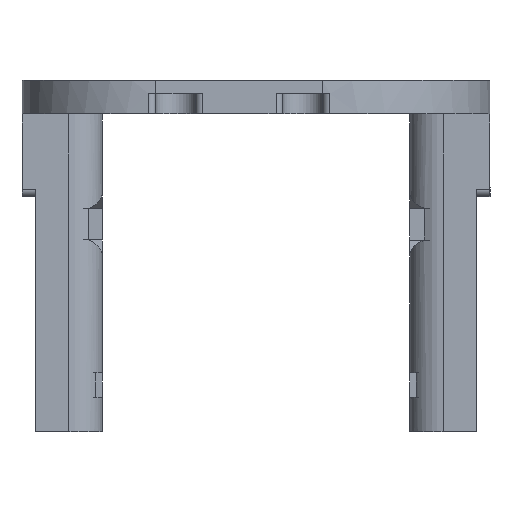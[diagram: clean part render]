
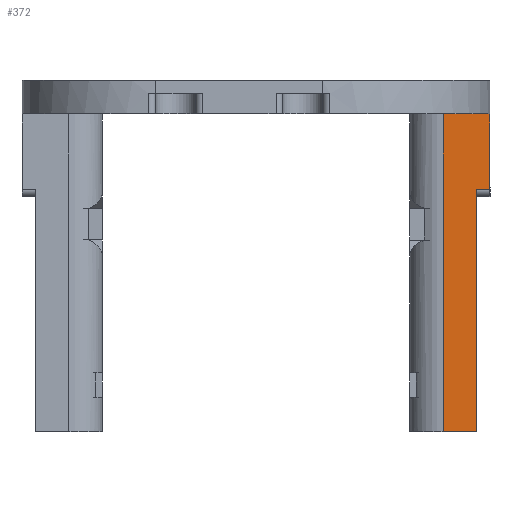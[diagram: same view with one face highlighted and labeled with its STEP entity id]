
A CAD part, left-side view. The second image highlights one B-rep face of the part: STEP entity #372.
In plain terms, the highlighted planar face has unit normal (-1, 0, 0).
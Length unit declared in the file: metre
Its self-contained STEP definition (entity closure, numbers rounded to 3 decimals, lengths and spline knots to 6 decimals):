
#372 = ADVANCED_FACE( '', ( #823 ), #824, .F. );
#823 = FACE_OUTER_BOUND( '', #1328, .T. );
#824 = PLANE( '', #1329 );
#1328 = EDGE_LOOP( '', ( #2461, #2462, #2463, #2464, #2465, #2466 ) );
#1329 = AXIS2_PLACEMENT_3D( '', #2467, #2468, #2469 );
#2461 = ORIENTED_EDGE( '', *, *, #3367, .T. );
#2462 = ORIENTED_EDGE( '', *, *, #3263, .F. );
#2463 = ORIENTED_EDGE( '', *, *, #3020, .T. );
#2464 = ORIENTED_EDGE( '', *, *, #3352, .T. );
#2465 = ORIENTED_EDGE( '', *, *, #3311, .T. );
#2466 = ORIENTED_EDGE( '', *, *, #3368, .F. );
#2467 = CARTESIAN_POINT( '', ( 0.106476, -0.49702, 0.004401 ) );
#2468 = DIRECTION( '', ( 1., 0., 0. ) );
#2469 = DIRECTION( '', ( 0., -1., 0. ) );
#3020 = EDGE_CURVE( '', #3675, #3673, #3676, .T. );
#3263 = EDGE_CURVE( '', #3675, #4064, #4065, .T. );
#3311 = EDGE_CURVE( '', #4129, #4127, #4130, .T. );
#3352 = EDGE_CURVE( '', #3673, #4129, #4185, .T. );
#3367 = EDGE_CURVE( '', #4201, #4064, #4202, .T. );
#3368 = EDGE_CURVE( '', #4201, #4127, #4203, .T. );
#3673 = VERTEX_POINT( '', #4578 );
#3675 = VERTEX_POINT( '', #4580 );
#3676 = LINE( '', #4581, #4582 );
#4064 = VERTEX_POINT( '', #5108 );
#4065 = LINE( '', #5109, #5110 );
#4127 = VERTEX_POINT( '', #5187 );
#4129 = VERTEX_POINT( '', #5190 );
#4130 = LINE( '', #5191, #5192 );
#4185 = LINE( '', #5272, #5273 );
#4201 = VERTEX_POINT( '', #5294 );
#4202 = LINE( '', #5295, #5296 );
#4203 = LINE( '', #5297, #5298 );
#4578 = CARTESIAN_POINT( '', ( 0.106476, -0.49702, -0.000599 ) );
#4580 = CARTESIAN_POINT( '', ( 0.106476, -0.50402, -0.000599 ) );
#4581 = CARTESIAN_POINT( '', ( 0.106476, -0.48302, -0.000599 ) );
#4582 = VECTOR( '', #5595, 1. );
#5108 = CARTESIAN_POINT( '', ( 0.106476, -0.50402, -0.011909 ) );
#5109 = CARTESIAN_POINT( '', ( 0.106476, -0.50402, 0.004401 ) );
#5110 = VECTOR( '', #5901, 1. );
#5187 = CARTESIAN_POINT( '', ( 0.106476, -0.50202, -0.048099 ) );
#5190 = CARTESIAN_POINT( '', ( 0.106476, -0.49702, -0.048099 ) );
#5191 = CARTESIAN_POINT( '', ( 0.106476, -0.49702, -0.048099 ) );
#5192 = VECTOR( '', #5971, 1. );
#5272 = CARTESIAN_POINT( '', ( 0.106476, -0.49702, 0.004401 ) );
#5273 = VECTOR( '', #6012, 1. );
#5294 = CARTESIAN_POINT( '', ( 0.106476, -0.50202, -0.011909 ) );
#5295 = CARTESIAN_POINT( '', ( 0.106476, -0.50402, -0.011909 ) );
#5296 = VECTOR( '', #6027, 1. );
#5297 = CARTESIAN_POINT( '', ( 0.106476, -0.50202, -0.012724 ) );
#5298 = VECTOR( '', #6028, 1. );
#5595 = DIRECTION( '', ( 0., 1., 0. ) );
#5901 = DIRECTION( '', ( 0., 0., -1. ) );
#5971 = DIRECTION( '', ( 0., -1., 0. ) );
#6012 = DIRECTION( '', ( 0., 0., -1. ) );
#6027 = DIRECTION( '', ( 0., -1., 0. ) );
#6028 = DIRECTION( '', ( 0., 0., -1. ) );
